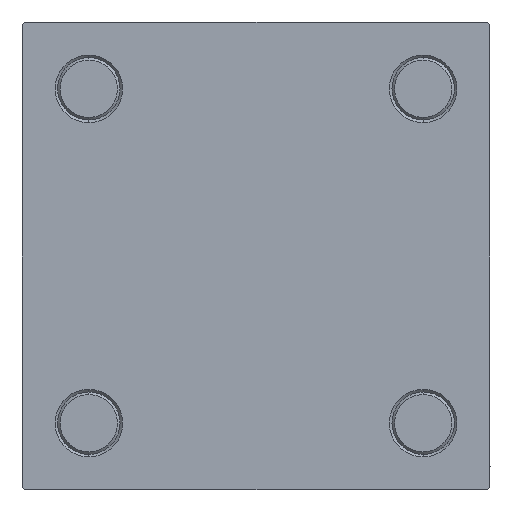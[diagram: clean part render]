
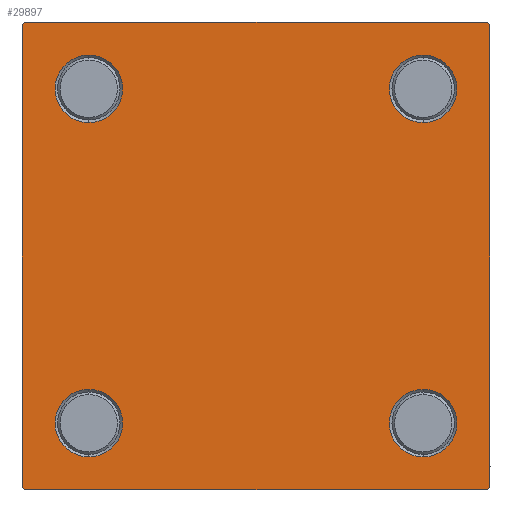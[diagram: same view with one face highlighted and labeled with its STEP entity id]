
A CAD part, left-side view. The second image highlights one B-rep face of the part: STEP entity #29897.
In plain terms, the highlighted planar face has unit normal (-1, 0, 0).
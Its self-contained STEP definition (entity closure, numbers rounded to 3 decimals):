
#70 = DIRECTION ( 'NONE',  ( 0., -1., 0. ) ) ;
#80 = CARTESIAN_POINT ( 'NONE',  ( 0., -45., -44.5 ) ) ;
#140 = VECTOR ( 'NONE', #34564, 1000. ) ;
#646 = DIRECTION ( 'NONE',  ( 0., -1., 0. ) ) ;
#835 = CARTESIAN_POINT ( 'NONE',  ( 0., 32.15, 38.65 ) ) ;
#883 = LINE ( 'NONE', #18596, #24542 ) ;
#1428 = VERTEX_POINT ( 'NONE', #23983 ) ;
#1822 = FACE_BOUND ( 'NONE', #27925, .T. ) ;
#2475 = ORIENTED_EDGE ( 'NONE', *, *, #40053, .T. ) ;
#2574 = FACE_OUTER_BOUND ( 'NONE', #9487, .T. ) ;
#4122 = VERTEX_POINT ( 'NONE', #46485 ) ;
#4499 = AXIS2_PLACEMENT_3D ( 'NONE', #48318, #20707, #16924 ) ;
#4624 = VERTEX_POINT ( 'NONE', #10882 ) ;
#4708 = LINE ( 'NONE', #35393, #40659 ) ;
#4903 = AXIS2_PLACEMENT_3D ( 'NONE', #9639, #5597, #6356 ) ;
#5052 = LINE ( 'NONE', #12620, #35023 ) ;
#5154 = CARTESIAN_POINT ( 'NONE',  ( 0., 45., 45. ) ) ;
#5307 = CIRCLE ( 'NONE', #4499, 6.5 ) ;
#5597 = DIRECTION ( 'NONE',  ( -1., 0., 0. ) ) ;
#5812 = AXIS2_PLACEMENT_3D ( 'NONE', #38285, #11162, #30520 ) ;
#6022 = EDGE_CURVE ( 'NONE', #25098, #37055, #38685, .T. ) ;
#6356 = DIRECTION ( 'NONE',  ( 0., 0., 1. ) ) ;
#6715 = ORIENTED_EDGE ( 'NONE', *, *, #46401, .T. ) ;
#7096 = VERTEX_POINT ( 'NONE', #835 ) ;
#8444 = ORIENTED_EDGE ( 'NONE', *, *, #21528, .F. ) ;
#8669 = LINE ( 'NONE', #27042, #140 ) ;
#8994 = VECTOR ( 'NONE', #33719, 1000. ) ;
#9044 = CARTESIAN_POINT ( 'NONE',  ( 0., -32.15, 32.15 ) ) ;
#9124 = EDGE_CURVE ( 'NONE', #37046, #10587, #38292, .T. ) ;
#9487 = EDGE_LOOP ( 'NONE', ( #24136, #2475, #39365, #16066, #8444, #44035, #49680, #24283 ) ) ;
#9639 = CARTESIAN_POINT ( 'NONE',  ( 0., 0., 0. ) ) ;
#9751 = CARTESIAN_POINT ( 'NONE',  ( 0., 32.15, 32.15 ) ) ;
#10210 = AXIS2_PLACEMENT_3D ( 'NONE', #36906, #47946, #37402 ) ;
#10460 = EDGE_CURVE ( 'NONE', #17742, #33892, #23448, .T. ) ;
#10480 = EDGE_LOOP ( 'NONE', ( #47166, #28837 ) ) ;
#10587 = VERTEX_POINT ( 'NONE', #38620 ) ;
#10878 = CARTESIAN_POINT ( 'NONE',  ( 0., -32.15, 32.15 ) ) ;
#10882 = CARTESIAN_POINT ( 'NONE',  ( 0., 45., -44.5 ) ) ;
#11162 = DIRECTION ( 'NONE',  ( 1., 0., 0. ) ) ;
#11492 = AXIS2_PLACEMENT_3D ( 'NONE', #10878, #32774, #33758 ) ;
#11881 = ORIENTED_EDGE ( 'NONE', *, *, #34196, .T. ) ;
#12078 = EDGE_CURVE ( 'NONE', #7096, #26097, #27510, .T. ) ;
#12355 = CIRCLE ( 'NONE', #15546, 6.5 ) ;
#12459 = EDGE_CURVE ( 'NONE', #26097, #7096, #37973, .T. ) ;
#12620 = CARTESIAN_POINT ( 'NONE',  ( 0., 44.75, 44.75 ) ) ;
#13020 = DIRECTION ( 'NONE',  ( 0., 0., -1. ) ) ;
#13563 = VERTEX_POINT ( 'NONE', #35908 ) ;
#14150 = DIRECTION ( 'NONE',  ( 1., 0., 0. ) ) ;
#15497 = VECTOR ( 'NONE', #70, 1000. ) ;
#15546 = AXIS2_PLACEMENT_3D ( 'NONE', #47310, #14150, #45764 ) ;
#16066 = ORIENTED_EDGE ( 'NONE', *, *, #27166, .T. ) ;
#16786 = DIRECTION ( 'NONE',  ( 1., 0., 0. ) ) ;
#16924 = DIRECTION ( 'NONE',  ( 0., 0., 1. ) ) ;
#17070 = DIRECTION ( 'NONE',  ( 0., 0., -1. ) ) ;
#17074 = DIRECTION ( 'NONE',  ( 0., 0., 1. ) ) ;
#17639 = CARTESIAN_POINT ( 'NONE',  ( 0., 44.5, 45. ) ) ;
#17742 = VERTEX_POINT ( 'NONE', #38658 ) ;
#18059 = CARTESIAN_POINT ( 'NONE',  ( 0., -32.15, -32.15 ) ) ;
#18062 = EDGE_CURVE ( 'NONE', #43857, #37055, #46629, .T. ) ;
#18251 = CIRCLE ( 'NONE', #10210, 6.5 ) ;
#18596 = CARTESIAN_POINT ( 'NONE',  ( 0., 44.75, -44.75 ) ) ;
#18699 = ORIENTED_EDGE ( 'NONE', *, *, #22442, .T. ) ;
#19190 = CARTESIAN_POINT ( 'NONE',  ( 0., 45., -45. ) ) ;
#20563 = EDGE_CURVE ( 'NONE', #43857, #4122, #5052, .T. ) ;
#20644 = AXIS2_PLACEMENT_3D ( 'NONE', #18059, #46583, #34372 ) ;
#20707 = DIRECTION ( 'NONE',  ( 1., 0., 0. ) ) ;
#21355 = CARTESIAN_POINT ( 'NONE',  ( 0., 45., 45. ) ) ;
#21528 = EDGE_CURVE ( 'NONE', #25098, #40320, #4708, .T. ) ;
#21815 = ORIENTED_EDGE ( 'NONE', *, *, #10460, .T. ) ;
#22400 = CARTESIAN_POINT ( 'NONE',  ( 0., 44.5, -45. ) ) ;
#22442 = EDGE_CURVE ( 'NONE', #45078, #1428, #18251, .T. ) ;
#22760 = CARTESIAN_POINT ( 'NONE',  ( 0., -32.15, 25.65 ) ) ;
#23448 = CIRCLE ( 'NONE', #44312, 6.5 ) ;
#23983 = CARTESIAN_POINT ( 'NONE',  ( 0., 32.15, -25.65 ) ) ;
#24136 = ORIENTED_EDGE ( 'NONE', *, *, #49280, .T. ) ;
#24193 = DIRECTION ( 'NONE',  ( 0., 0.707, -0.707 ) ) ;
#24283 = ORIENTED_EDGE ( 'NONE', *, *, #20563, .T. ) ;
#24542 = VECTOR ( 'NONE', #41219, 1000. ) ;
#25098 = VERTEX_POINT ( 'NONE', #25783 ) ;
#25783 = CARTESIAN_POINT ( 'NONE',  ( 0., -45., 44.5 ) ) ;
#26097 = VERTEX_POINT ( 'NONE', #38299 ) ;
#26624 = EDGE_LOOP ( 'NONE', ( #21815, #11881 ) ) ;
#27042 = CARTESIAN_POINT ( 'NONE',  ( 0., -44.75, -44.75 ) ) ;
#27166 = EDGE_CURVE ( 'NONE', #10587, #40320, #8669, .T. ) ;
#27510 = CIRCLE ( 'NONE', #5812, 6.5 ) ;
#27925 = EDGE_LOOP ( 'NONE', ( #36241, #18699 ) ) ;
#28385 = AXIS2_PLACEMENT_3D ( 'NONE', #9751, #16786, #40148 ) ;
#28837 = ORIENTED_EDGE ( 'NONE', *, *, #12459, .T. ) ;
#29001 = PLANE ( 'NONE',  #4903 ) ;
#29897 = ADVANCED_FACE ( 'NONE', ( #44551, #44800, #1822, #40036, #2574 ), #29001, .T. ) ;
#30520 = DIRECTION ( 'NONE',  ( 0., 0., 1. ) ) ;
#32400 = CIRCLE ( 'NONE', #11492, 6.5 ) ;
#32774 = DIRECTION ( 'NONE',  ( 1., 0., 0. ) ) ;
#33179 = CARTESIAN_POINT ( 'NONE',  ( 0., 32.15, -38.65 ) ) ;
#33719 = DIRECTION ( 'NONE',  ( 0., 0.707, 0.707 ) ) ;
#33758 = DIRECTION ( 'NONE',  ( 0., 0., 1. ) ) ;
#33892 = VERTEX_POINT ( 'NONE', #22760 ) ;
#34127 = ORIENTED_EDGE ( 'NONE', *, *, #48626, .T. ) ;
#34133 = VECTOR ( 'NONE', #646, 1000. ) ;
#34196 = EDGE_CURVE ( 'NONE', #33892, #17742, #32400, .T. ) ;
#34372 = DIRECTION ( 'NONE',  ( 0., 0., 1. ) ) ;
#34564 = DIRECTION ( 'NONE',  ( 0., -0.707, 0.707 ) ) ;
#35023 = VECTOR ( 'NONE', #24193, 1000. ) ;
#35393 = CARTESIAN_POINT ( 'NONE',  ( 0., -45., 45. ) ) ;
#35690 = EDGE_CURVE ( 'NONE', #1428, #45078, #12355, .T. ) ;
#35908 = CARTESIAN_POINT ( 'NONE',  ( 0., -32.15, -38.65 ) ) ;
#36241 = ORIENTED_EDGE ( 'NONE', *, *, #35690, .T. ) ;
#36906 = CARTESIAN_POINT ( 'NONE',  ( 0., 32.15, -32.15 ) ) ;
#37046 = VERTEX_POINT ( 'NONE', #22400 ) ;
#37055 = VERTEX_POINT ( 'NONE', #37712 ) ;
#37402 = DIRECTION ( 'NONE',  ( 0., 0., 1. ) ) ;
#37712 = CARTESIAN_POINT ( 'NONE',  ( 0., -44.5, 45. ) ) ;
#37973 = CIRCLE ( 'NONE', #28385, 6.5 ) ;
#38257 = CARTESIAN_POINT ( 'NONE',  ( 0., -32.15, -25.65 ) ) ;
#38285 = CARTESIAN_POINT ( 'NONE',  ( 0., 32.15, 32.15 ) ) ;
#38292 = LINE ( 'NONE', #19190, #15497 ) ;
#38299 = CARTESIAN_POINT ( 'NONE',  ( 0., 32.15, 25.65 ) ) ;
#38620 = CARTESIAN_POINT ( 'NONE',  ( 0., -44.5, -45. ) ) ;
#38658 = CARTESIAN_POINT ( 'NONE',  ( 0., -32.15, 38.65 ) ) ;
#38685 = LINE ( 'NONE', #45500, #8994 ) ;
#39145 = VECTOR ( 'NONE', #17070, 1000. ) ;
#39365 = ORIENTED_EDGE ( 'NONE', *, *, #9124, .T. ) ;
#39692 = DIRECTION ( 'NONE',  ( 1., 0., 0. ) ) ;
#40036 = FACE_BOUND ( 'NONE', #10480, .T. ) ;
#40053 = EDGE_CURVE ( 'NONE', #4624, #37046, #883, .T. ) ;
#40148 = DIRECTION ( 'NONE',  ( 0., 0., 1. ) ) ;
#40320 = VERTEX_POINT ( 'NONE', #80 ) ;
#40659 = VECTOR ( 'NONE', #13020, 1000. ) ;
#40684 = LINE ( 'NONE', #21355, #39145 ) ;
#41219 = DIRECTION ( 'NONE',  ( 0., -0.707, -0.707 ) ) ;
#43857 = VERTEX_POINT ( 'NONE', #17639 ) ;
#44035 = ORIENTED_EDGE ( 'NONE', *, *, #6022, .T. ) ;
#44312 = AXIS2_PLACEMENT_3D ( 'NONE', #9044, #39692, #17074 ) ;
#44551 = FACE_BOUND ( 'NONE', #26624, .T. ) ;
#44800 = FACE_BOUND ( 'NONE', #45790, .T. ) ;
#45078 = VERTEX_POINT ( 'NONE', #33179 ) ;
#45500 = CARTESIAN_POINT ( 'NONE',  ( 0., -44.75, 44.75 ) ) ;
#45764 = DIRECTION ( 'NONE',  ( 0., 0., 1. ) ) ;
#45790 = EDGE_LOOP ( 'NONE', ( #34127, #6715 ) ) ;
#46401 = EDGE_CURVE ( 'NONE', #13563, #48953, #5307, .T. ) ;
#46485 = CARTESIAN_POINT ( 'NONE',  ( 0., 45., 44.5 ) ) ;
#46583 = DIRECTION ( 'NONE',  ( 1., 0., 0. ) ) ;
#46629 = LINE ( 'NONE', #5154, #34133 ) ;
#47166 = ORIENTED_EDGE ( 'NONE', *, *, #12078, .T. ) ;
#47310 = CARTESIAN_POINT ( 'NONE',  ( 0., 32.15, -32.15 ) ) ;
#47939 = CIRCLE ( 'NONE', #20644, 6.5 ) ;
#47946 = DIRECTION ( 'NONE',  ( 1., 0., 0. ) ) ;
#48318 = CARTESIAN_POINT ( 'NONE',  ( 0., -32.15, -32.15 ) ) ;
#48626 = EDGE_CURVE ( 'NONE', #48953, #13563, #47939, .T. ) ;
#48953 = VERTEX_POINT ( 'NONE', #38257 ) ;
#49280 = EDGE_CURVE ( 'NONE', #4122, #4624, #40684, .T. ) ;
#49680 = ORIENTED_EDGE ( 'NONE', *, *, #18062, .F. ) ;
